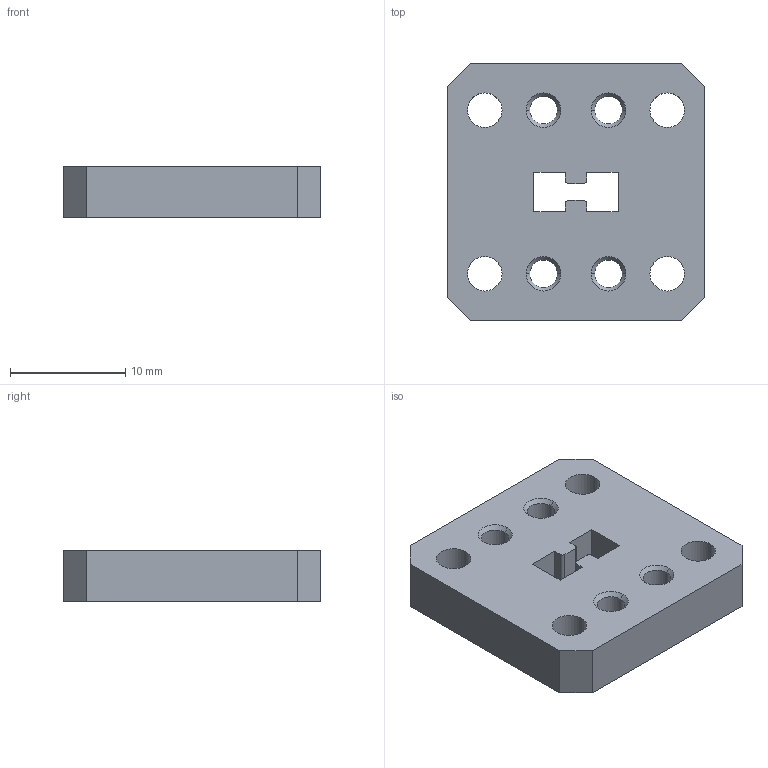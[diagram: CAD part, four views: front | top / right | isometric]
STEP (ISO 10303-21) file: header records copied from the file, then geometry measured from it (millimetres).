
FILE_DESCRIPTION (( 'STEP AP214' ), '1' );
FILE_NAME ('FMWCK1010_3D.step', '2026-03-04T19:02:03', ( '' ), ( '' ), 'SwSTEP 2.0', 'SolidWorks 2025', '' );
FILE_SCHEMA (( 'AUTOMOTIVE_DESIGN' ));
Length unit declared in the file: inch
Products named in the file (2): PEWCK1010-7^FMWCK1010; FMWCK1010_3D
Assembly tree (1 placements, depth 2):
  FMWCK1010_3D
    PEWCK1010-7^FMWCK1010
Bounding box: 22.4 x 22.4 x 4.49 mm (x, y, z)
Volume: 1911.1 mm3; surface area: 1644.5 mm2
Topology: 1 solids, 1 shells, 50 faces, 136 edges, 88 vertices
Faces by surface type: plane 22, cylinder 20, cone 8
Entity records: 1681 total; most frequent: DIRECTION 292, CARTESIAN_POINT 278, ORIENTED_EDGE 272, EDGE_CURVE 136, AXIS2_PLACEMENT_3D 102, VECTOR 88, VERTEX_POINT 88, LINE 88
